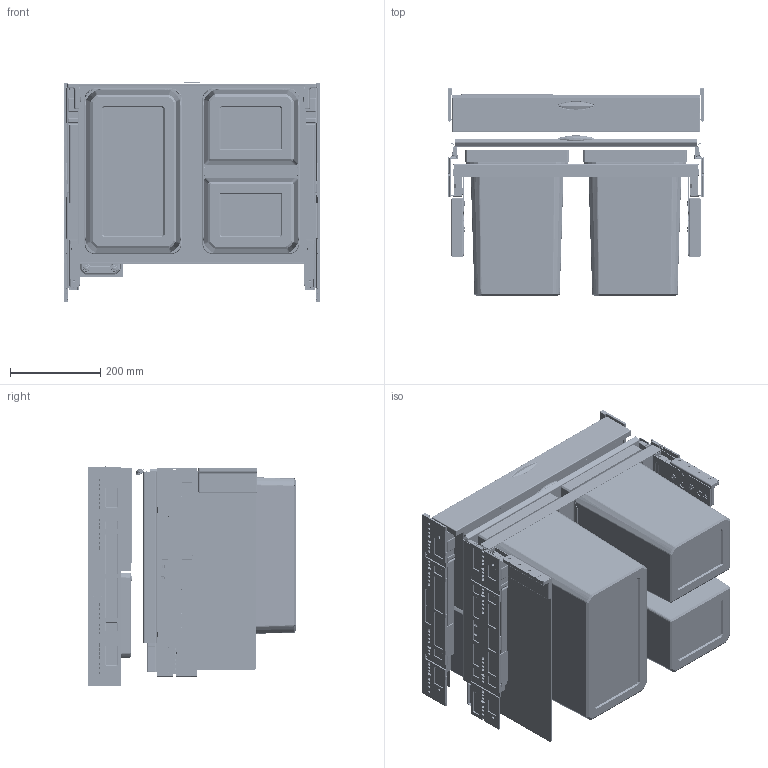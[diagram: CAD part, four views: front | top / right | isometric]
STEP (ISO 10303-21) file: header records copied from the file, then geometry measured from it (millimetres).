
FILE_DESCRIPTION(('STEP AP214'),'1');
FILE_NAME('8012374_V Cox Base 360 S_600-3 mit Base Board.STP','2024-08-13T09:09:20',(' '),(' '),'Spatial InterOp 3D',' ',' ');
FILE_SCHEMA(('AUTOMOTIVE_DESIGN { 1 0 10303 214 1 1 1 1 }'));
Length unit declared in the file: millimetre
Products named in the file (1): 3D-Objekt
Bounding box: 568 x 460.61 x 487.05 mm (x, y, z)
Volume: 5928030.1 mm3; surface area: 5358775.2 mm2
Topology: 55 solids, 57 shells, 8081 faces, 20832 edges, 12966 vertices
Faces by surface type: plane 3432, cylinder 2512, torus 1014, cone 714, bspline 251, sphere 142, extrusion 16
Entity records: 360932 total; most frequent: CARTESIAN_POINT 55738, DIRECTION 43312, ORIENTED_EDGE 41488, EDGE_CURVE 20744, STYLED_ITEM 19626, PRESENTATION_STYLE_ASSIGNMENT 19626, COLOUR_RGB 19626, CURVE_STYLE 17715
